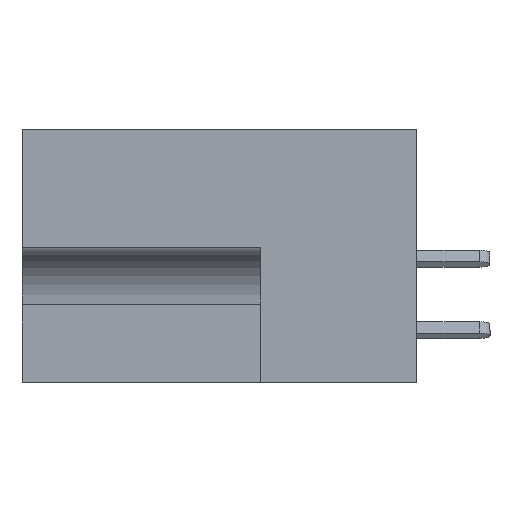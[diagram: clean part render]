
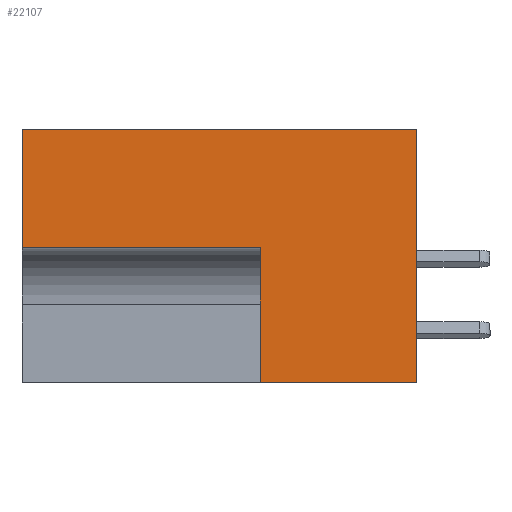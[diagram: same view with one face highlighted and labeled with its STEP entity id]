
A CAD part, left-side view. The second image highlights one B-rep face of the part: STEP entity #22107.
In plain terms, the highlighted planar face has unit normal (-1, 0, 0).
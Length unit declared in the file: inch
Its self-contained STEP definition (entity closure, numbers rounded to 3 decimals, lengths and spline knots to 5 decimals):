
#613 = FACE_OUTER_BOUND ( 'NONE', #24256, .T. ) ;
#1645 = LINE ( 'NONE', #25123, #18327 ) ;
#1845 = VECTOR ( 'NONE', #1985, 39.37008 ) ;
#1985 = DIRECTION ( 'NONE',  ( 0., 0., 1. ) ) ;
#2793 = CARTESIAN_POINT ( 'NONE',  ( 0., 0.328, -0.248 ) ) ;
#3290 = LINE ( 'NONE', #4802, #25079 ) ;
#3649 = EDGE_CURVE ( 'NONE', #24059, #15808, #26757, .T. ) ;
#4032 = ORIENTED_EDGE ( 'NONE', *, *, #3649, .F. ) ;
#4047 = VERTEX_POINT ( 'NONE', #10080 ) ;
#4802 = CARTESIAN_POINT ( 'NONE',  ( 0., 0.828, 0. ) ) ;
#5255 = DIRECTION ( 'NONE',  ( 0., 0., -1. ) ) ;
#5293 = DIRECTION ( 'NONE',  ( 0., 1., 0. ) ) ;
#6444 = ORIENTED_EDGE ( 'NONE', *, *, #6743, .T. ) ;
#6743 = EDGE_CURVE ( 'NONE', #10686, #15808, #7376, .T. ) ;
#7376 = LINE ( 'NONE', #18698, #14521 ) ;
#7527 = CARTESIAN_POINT ( 'NONE',  ( 0., 0.453, 0. ) ) ;
#8572 = DIRECTION ( 'NONE',  ( 0., -1., 0. ) ) ;
#10033 = CARTESIAN_POINT ( 'NONE',  ( 0., 0., -0.531 ) ) ;
#10080 = CARTESIAN_POINT ( 'NONE',  ( 0., 0.328, -0.531 ) ) ;
#10148 = VERTEX_POINT ( 'NONE', #2793 ) ;
#10353 = VERTEX_POINT ( 'NONE', #22763 ) ;
#10686 = VERTEX_POINT ( 'NONE', #10033 ) ;
#11724 = ORIENTED_EDGE ( 'NONE', *, *, #24323, .F. ) ;
#12166 = DIRECTION ( 'NONE',  ( 0., -1., 0. ) ) ;
#12814 = DIRECTION ( 'NONE',  ( 0., 0., 1. ) ) ;
#13702 = PLANE ( 'NONE',  #23138 ) ;
#13795 = EDGE_CURVE ( 'NONE', #10148, #10353, #27124, .T. ) ;
#14521 = VECTOR ( 'NONE', #12814, 39.37008 ) ;
#14768 = ORIENTED_EDGE ( 'NONE', *, *, #21807, .T. ) ;
#15458 = LINE ( 'NONE', #23681, #1845 ) ;
#15808 = VERTEX_POINT ( 'NONE', #24839 ) ;
#17013 = CARTESIAN_POINT ( 'NONE',  ( 0., 0.453, 0. ) ) ;
#17094 = ORIENTED_EDGE ( 'NONE', *, *, #23362, .F. ) ;
#18327 = VECTOR ( 'NONE', #12166, 39.37008 ) ;
#18698 = CARTESIAN_POINT ( 'NONE',  ( 0., 0., 0. ) ) ;
#20209 = CARTESIAN_POINT ( 'NONE',  ( 0., 0.328, -0.248 ) ) ;
#21305 = VECTOR ( 'NONE', #5293, 39.37008 ) ;
#21650 = VECTOR ( 'NONE', #8572, 39.37008 ) ;
#21807 = EDGE_CURVE ( 'NONE', #4047, #10686, #1645, .T. ) ;
#22107 = ADVANCED_FACE ( 'NONE', ( #613 ), #13702, .F. ) ;
#22763 = CARTESIAN_POINT ( 'NONE',  ( 0., 0.828, -0.248 ) ) ;
#23046 = CARTESIAN_POINT ( 'NONE',  ( 0., 0.828, 0. ) ) ;
#23138 = AXIS2_PLACEMENT_3D ( 'NONE', #7527, #24669, #5255 ) ;
#23362 = EDGE_CURVE ( 'NONE', #10353, #24059, #3290, .T. ) ;
#23681 = CARTESIAN_POINT ( 'NONE',  ( 0., 0.328, -0.531 ) ) ;
#24059 = VERTEX_POINT ( 'NONE', #23046 ) ;
#24256 = EDGE_LOOP ( 'NONE', ( #17094, #28198, #11724, #14768, #6444, #4032 ) ) ;
#24323 = EDGE_CURVE ( 'NONE', #4047, #10148, #15458, .T. ) ;
#24669 = DIRECTION ( 'NONE',  ( 1., 0., 0. ) ) ;
#24839 = CARTESIAN_POINT ( 'NONE',  ( 0., 0., 0. ) ) ;
#24984 = DIRECTION ( 'NONE',  ( 0., 0., 1. ) ) ;
#25079 = VECTOR ( 'NONE', #24984, 39.37008 ) ;
#25123 = CARTESIAN_POINT ( 'NONE',  ( 0., 0.453, -0.531 ) ) ;
#26757 = LINE ( 'NONE', #17013, #21650 ) ;
#27124 = LINE ( 'NONE', #20209, #21305 ) ;
#28198 = ORIENTED_EDGE ( 'NONE', *, *, #13795, .F. ) ;
